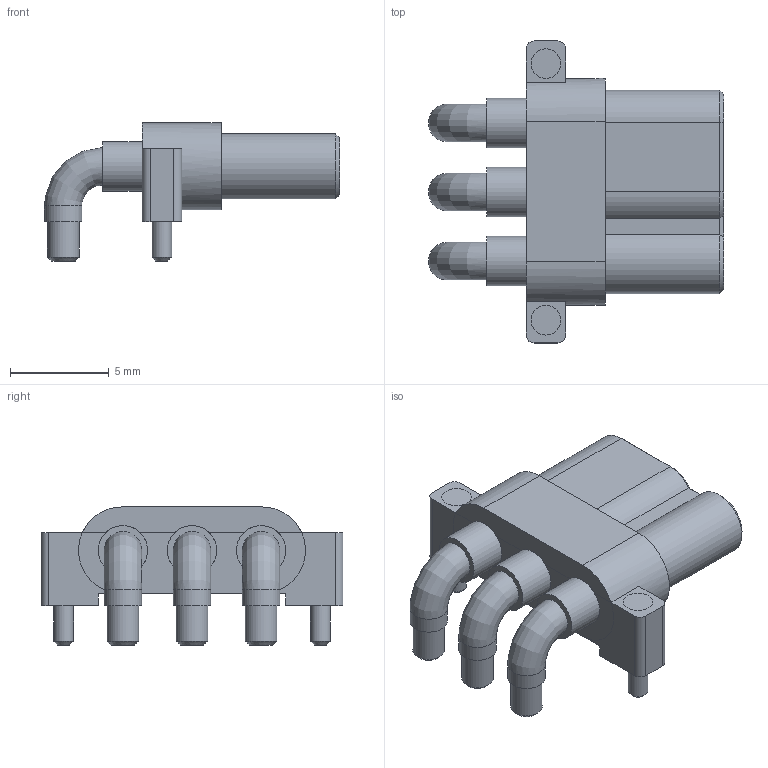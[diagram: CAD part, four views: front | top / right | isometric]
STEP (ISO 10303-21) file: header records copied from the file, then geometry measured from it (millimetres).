
FILE_DESCRIPTION(('FreeCAD Model'),'2;1');
FILE_NAME('Amass-MR30PW-FB.step' ,'2018-04-23T09:26:29',('Author'),(''), 'Open CASCADE STEP processor 7.2','FreeCAD','Unknown');
FILE_SCHEMA(('AUTOMOTIVE_DESIGN { 1 0 10303 214 1 1 1 1 }'));
Length unit declared in the file: millimetre
Products named in the file (6): Body; Mount_Pin002; Mount_Pin001; Chamfer005; Pin003; Pin004
Bounding box: 14.95 x 15.3 x 7 mm (x, y, z)
Volume: 416.9 mm3; surface area: 1194.6 mm2
Topology: 6 solids, 6 shells, 107 faces, 221 edges, 137 vertices
Faces by surface type: plane 50, cylinder 39, cone 15, revolution 3
Full cylindrical faces by diameter (mm): 1 x4, 1.5 x4, 1.6 x3, 1.9 x3, 2.1 x3, 2.2 x3, 2.5 x9
Entity records: 2964 total; most frequent: DIRECTION 544, CARTESIAN_POINT 466, ORIENTED_EDGE 436, EDGE_CURVE 218, AXIS2_PLACEMENT_3D 215, VERTEX_POINT 137, FACE_BOUND 131, EDGE_LOOP 131
